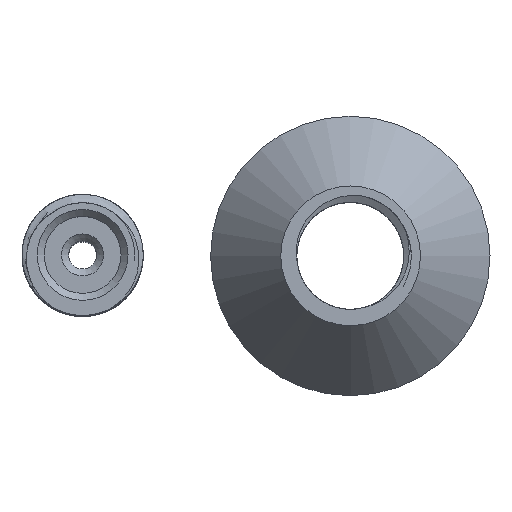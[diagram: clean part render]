
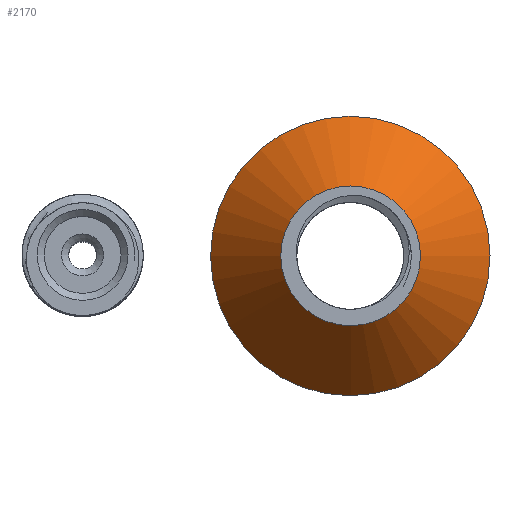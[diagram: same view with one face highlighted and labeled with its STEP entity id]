
A CAD part, top view. The second image highlights one B-rep face of the part: STEP entity #2170.
In plain terms, the highlighted free-form (B-spline) face has degree [1, 2] with [2, 9] control points.
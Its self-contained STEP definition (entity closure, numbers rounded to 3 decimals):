
#13=(
BOUNDED_SURFACE()
B_SPLINE_SURFACE(1,2,((#14812,#14813,#14814,#14815,#14816,#14817,#14818,
#14819,#14820),(#14821,#14822,#14823,#14824,#14825,#14826,#14827,#14828,
#14829)),.UNSPECIFIED.,.F.,.T.,.F.)
B_SPLINE_SURFACE_WITH_KNOTS((2,2),(3,2,2,2,3),(-0.004,0.802),
(-3.142,-1.571,0.,1.571,3.142),
 .UNSPECIFIED.)
GEOMETRIC_REPRESENTATION_ITEM()
RATIONAL_B_SPLINE_SURFACE(((1.,0.707,1.,0.707,1.,
0.707,1.,0.707,1.),(1.,0.707,1.,0.707,
1.,0.707,1.,0.707,1.)))
REPRESENTATION_ITEM('')
SURFACE()
);
#156=FACE_OUTER_BOUND('',#281,.T.);
#281=EDGE_LOOP('',(#1944,#1945,#1946,#1947));
#300=CIRCLE('',#2316,20.);
#301=CIRCLE('',#2319,40.);
#512=B_SPLINE_CURVE_WITH_KNOTS('',1,(#14830,#14831),.UNSPECIFIED.,.F.,.F.,
(2,2),(-0.8,0.),.UNSPECIFIED.);
#941=VERTEX_POINT('',#14806);
#942=VERTEX_POINT('',#14810);
#1275=EDGE_CURVE('',#941,#941,#300,.T.);
#1276=EDGE_CURVE('',#942,#942,#301,.T.);
#1277=EDGE_CURVE('',#941,#942,#512,.T.);
#1944=ORIENTED_EDGE('',*,*,#1275,.T.);
#1945=ORIENTED_EDGE('',*,*,#1277,.T.);
#1946=ORIENTED_EDGE('',*,*,#1276,.T.);
#1947=ORIENTED_EDGE('',*,*,#1277,.F.);
#2170=ADVANCED_FACE('',(#156),#13,.F.);
#2316=AXIS2_PLACEMENT_3D('',#14807,#2686,#2687);
#2319=AXIS2_PLACEMENT_3D('',#14811,#2692,#2693);
#2686=DIRECTION('center_axis',(0.,0.,-1.));
#2687=DIRECTION('ref_axis',(1.,0.,0.));
#2692=DIRECTION('center_axis',(0.,0.,1.));
#2693=DIRECTION('ref_axis',(1.,0.,0.));
#14806=CARTESIAN_POINT('',(76.774,-20.,25.));
#14807=CARTESIAN_POINT('Origin',(76.736,0.,25.));
#14810=CARTESIAN_POINT('',(76.714,-40.,0.));
#14811=CARTESIAN_POINT('Origin',(76.638,0.,0.));
#14812=CARTESIAN_POINT('Ctrl Pts',(76.714,-40.098,-0.123));
#14813=CARTESIAN_POINT('Ctrl Pts',(116.812,-40.098,-0.218));
#14814=CARTESIAN_POINT('Ctrl Pts',(116.812,0.,
-0.218));
#14815=CARTESIAN_POINT('Ctrl Pts',(116.812,40.098,-0.218));
#14816=CARTESIAN_POINT('Ctrl Pts',(76.714,40.098,-0.123));
#14817=CARTESIAN_POINT('Ctrl Pts',(36.616,40.098,-0.027));
#14818=CARTESIAN_POINT('Ctrl Pts',(36.616,0.,
-0.027));
#14819=CARTESIAN_POINT('Ctrl Pts',(36.616,-40.098,-0.027));
#14820=CARTESIAN_POINT('Ctrl Pts',(76.714,-40.098,-0.123));
#14821=CARTESIAN_POINT('Ctrl Pts',(76.774,-19.948,25.064));
#14822=CARTESIAN_POINT('Ctrl Pts',(96.722,-19.948,25.017));
#14823=CARTESIAN_POINT('Ctrl Pts',(96.722,0.,
25.017));
#14824=CARTESIAN_POINT('Ctrl Pts',(96.722,19.948,25.017));
#14825=CARTESIAN_POINT('Ctrl Pts',(76.774,19.948,25.064));
#14826=CARTESIAN_POINT('Ctrl Pts',(56.826,19.948,25.112));
#14827=CARTESIAN_POINT('Ctrl Pts',(56.826,0.,
25.112));
#14828=CARTESIAN_POINT('Ctrl Pts',(56.826,-19.948,25.112));
#14829=CARTESIAN_POINT('Ctrl Pts',(76.774,-19.948,25.064));
#14830=CARTESIAN_POINT('Ctrl Pts',(76.774,-20.,25.));
#14831=CARTESIAN_POINT('Ctrl Pts',(76.714,-40.,0.));
